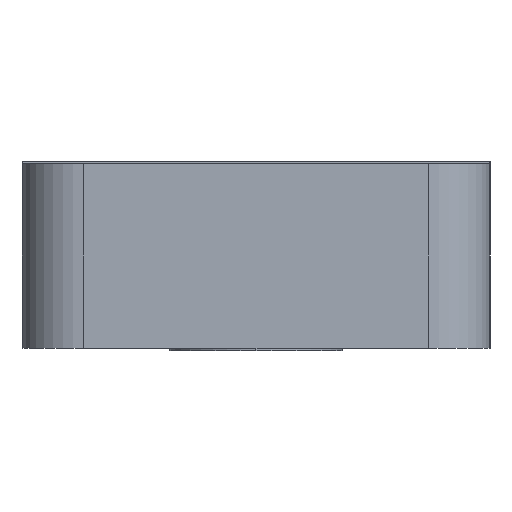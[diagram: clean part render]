
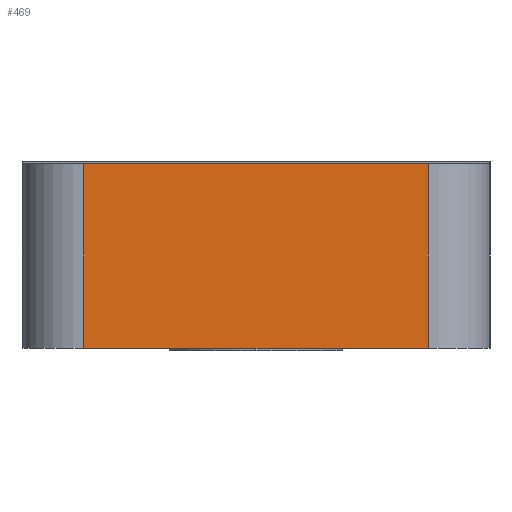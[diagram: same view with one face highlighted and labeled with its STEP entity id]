
A CAD part, left-side view. The second image highlights one B-rep face of the part: STEP entity #469.
In plain terms, the highlighted planar face has unit normal (-1, 0, 0).
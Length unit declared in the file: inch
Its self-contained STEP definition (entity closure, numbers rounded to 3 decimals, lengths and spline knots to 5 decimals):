
#29 = DIRECTION ( 'NONE',  ( 0., -1., 0. ) ) ;
#67 = ORIENTED_EDGE ( 'NONE', *, *, #164, .F. ) ;
#73 = EDGE_CURVE ( 'NONE', #295, #742, #764, .T. ) ;
#78 = DIRECTION ( 'NONE',  ( 1., 0., 0. ) ) ;
#135 = CARTESIAN_POINT ( 'NONE',  ( -1.43701, 0., 0. ) ) ;
#164 = EDGE_CURVE ( 'NONE', #295, #303, #291, .T. ) ;
#181 = VECTOR ( 'NONE', #925, 39.37008 ) ;
#212 = ORIENTED_EDGE ( 'NONE', *, *, #561, .F. ) ;
#240 = LINE ( 'NONE', #1058, #580 ) ;
#244 = CARTESIAN_POINT ( 'NONE',  ( -1.43701, -0.27559, 0. ) ) ;
#265 = CARTESIAN_POINT ( 'NONE',  ( -1.43701, 0.37402, 0.29528 ) ) ;
#291 = LINE ( 'NONE', #697, #498 ) ;
#295 = VERTEX_POINT ( 'NONE', #568 ) ;
#303 = VERTEX_POINT ( 'NONE', #486 ) ;
#349 = DIRECTION ( 'NONE',  ( 0., 0., -1. ) ) ;
#357 = ORIENTED_EDGE ( 'NONE', *, *, #73, .T. ) ;
#416 = EDGE_CURVE ( 'NONE', #578, #742, #1048, .T. ) ;
#444 = EDGE_LOOP ( 'NONE', ( #67, #357, #1044, #212 ) ) ;
#469 = ADVANCED_FACE ( 'NONE', ( #747 ), #841, .F. ) ;
#485 = DIRECTION ( 'NONE',  ( 0., -1., 0. ) ) ;
#486 = CARTESIAN_POINT ( 'NONE',  ( -1.43701, 0.27559, 0.29528 ) ) ;
#498 = VECTOR ( 'NONE', #1045, 39.37008 ) ;
#561 = EDGE_CURVE ( 'NONE', #303, #578, #240, .T. ) ;
#568 = CARTESIAN_POINT ( 'NONE',  ( -1.43701, 0.27559, 0. ) ) ;
#578 = VERTEX_POINT ( 'NONE', #736 ) ;
#580 = VECTOR ( 'NONE', #485, 39.37008 ) ;
#584 = CARTESIAN_POINT ( 'NONE',  ( -1.43701, -0.27559, 0.29528 ) ) ;
#590 = VECTOR ( 'NONE', #29, 39.37008 ) ;
#697 = CARTESIAN_POINT ( 'NONE',  ( -1.43701, 0.27559, 0.29528 ) ) ;
#736 = CARTESIAN_POINT ( 'NONE',  ( -1.43701, -0.27559, 0.29528 ) ) ;
#742 = VERTEX_POINT ( 'NONE', #244 ) ;
#747 = FACE_OUTER_BOUND ( 'NONE', #444, .T. ) ;
#764 = LINE ( 'NONE', #135, #590 ) ;
#841 = PLANE ( 'NONE',  #910 ) ;
#910 = AXIS2_PLACEMENT_3D ( 'NONE', #265, #78, #349 ) ;
#925 = DIRECTION ( 'NONE',  ( 0., 0., -1. ) ) ;
#1044 = ORIENTED_EDGE ( 'NONE', *, *, #416, .F. ) ;
#1045 = DIRECTION ( 'NONE',  ( 0., 0., 1. ) ) ;
#1048 = LINE ( 'NONE', #584, #181 ) ;
#1058 = CARTESIAN_POINT ( 'NONE',  ( -1.43701, 0.37402, 0.29528 ) ) ;
